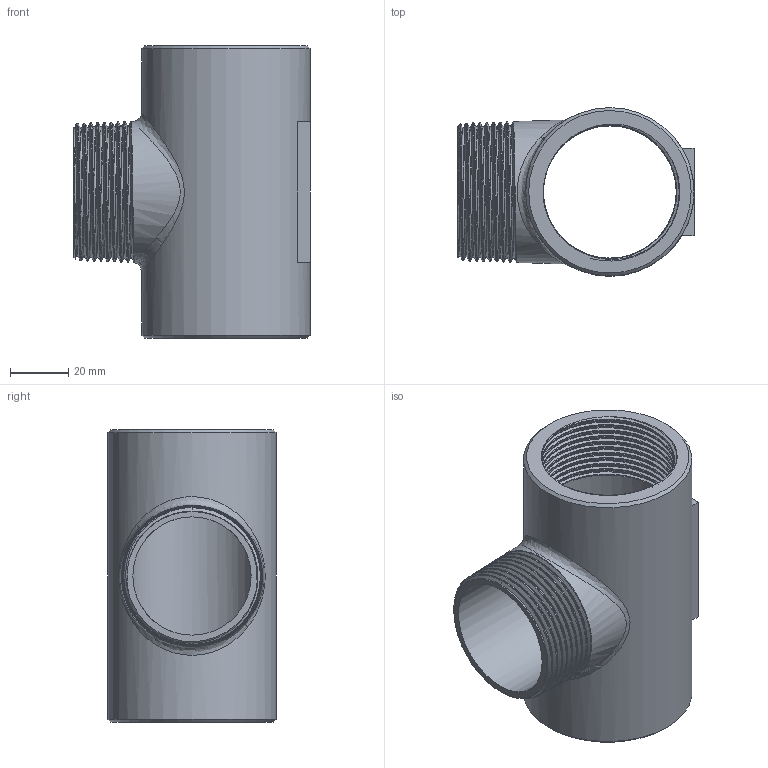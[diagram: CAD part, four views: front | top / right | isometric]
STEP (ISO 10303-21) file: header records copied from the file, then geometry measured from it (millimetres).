
FILE_DESCRIPTION(/* description */ ('Unknown'),/* implementation_level */ '2;1');
FILE_NAME(/* name */ '20201110-R-221-A-P-009-DN40',/* time_stamp */ '2020-11-10T16:14:00+08:00',/* author */ ('Unknown'),/* organization */ ('Unknown'),/* preprocessor_version */ 'ST-DEVELOPER v16.7',/* originating_system */ 'DEX',/* authorisation */ $);
FILE_SCHEMA (('AUTOMOTIVE_DESIGN {1 0 10303 214 3 1 1}'));
Length unit declared in the file: millimetre
Products named in the file (1): R-221-A_DN40md1
Bounding box: 80.8 x 57.6 x 100 mm (x, y, z)
Volume: 102386.4 mm3; surface area: 45988.6 mm2
Topology: 1 solids, 1 shells, 66 faces, 261 edges, 198 vertices
Faces by surface type: cylinder 26, bspline 22, plane 14, cone 4
Full cylindrical faces by diameter (mm): 40.5 x1, 45.48 x19, 57.6 x1
Entity records: 31627 total; most frequent: CARTESIAN_POINT 30160, ORIENTED_EDGE 468, EDGE_CURVE 234, VERTEX_POINT 197, DIRECTION 117, B_SPLINE_CURVE_WITH_KNOTS 96, EDGE_LOOP 57, FACE_BOUND 57
